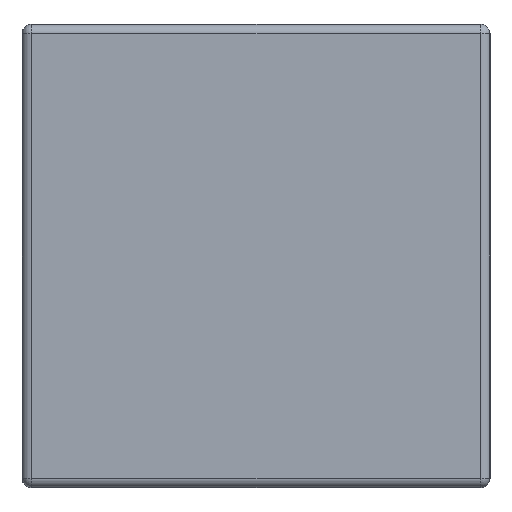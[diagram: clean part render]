
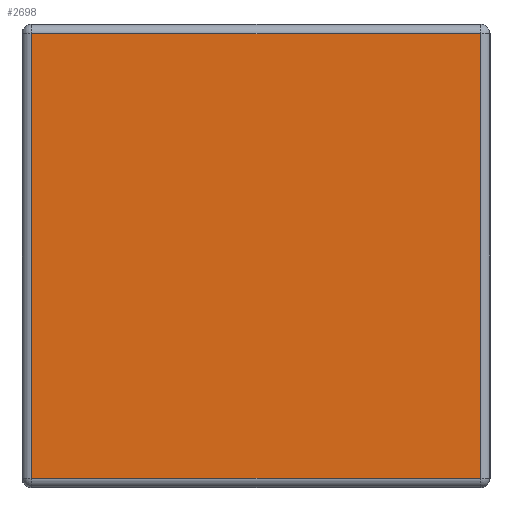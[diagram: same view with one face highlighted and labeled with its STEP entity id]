
A CAD part, left-side view. The second image highlights one B-rep face of the part: STEP entity #2698.
In plain terms, the highlighted planar face has unit normal (-1, 0, 0).
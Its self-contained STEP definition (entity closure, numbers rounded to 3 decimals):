
#42 = DIRECTION ( 'NONE',  ( 0., 1., 0. ) ) ;
#173 = EDGE_CURVE ( 'NONE', #3813, #4147, #726, .T. ) ;
#375 = CARTESIAN_POINT ( 'NONE',  ( 0., 0.021, -0.021 ) ) ;
#470 = EDGE_CURVE ( 'NONE', #4147, #3150, #1921, .T. ) ;
#621 = AXIS2_PLACEMENT_3D ( 'NONE', #1729, #3185, #3599 ) ;
#642 = DIRECTION ( 'NONE',  ( 0., -1., 0. ) ) ;
#726 = LINE ( 'NONE', #3295, #1379 ) ;
#817 = ORIENTED_EDGE ( 'NONE', *, *, #1187, .T. ) ;
#1123 = VECTOR ( 'NONE', #3267, 1000. ) ;
#1187 = EDGE_CURVE ( 'NONE', #4403, #3813, #4282, .T. ) ;
#1379 = VECTOR ( 'NONE', #42, 1000. ) ;
#1385 = ORIENTED_EDGE ( 'NONE', *, *, #173, .T. ) ;
#1434 = EDGE_LOOP ( 'NONE', ( #3530, #817, #1385, #2489 ) ) ;
#1729 = CARTESIAN_POINT ( 'NONE',  ( 0., 0., 0. ) ) ;
#1769 = CARTESIAN_POINT ( 'NONE',  ( 0., 0.021, 0. ) ) ;
#1921 = LINE ( 'NONE', #4421, #4511 ) ;
#2159 = PLANE ( 'NONE',  #621 ) ;
#2204 = DIRECTION ( 'NONE',  ( 0., 0., -1. ) ) ;
#2410 = CARTESIAN_POINT ( 'NONE',  ( 0., 0.999, -0.989 ) ) ;
#2489 = ORIENTED_EDGE ( 'NONE', *, *, #470, .T. ) ;
#2517 = CARTESIAN_POINT ( 'NONE',  ( 0., 0.021, -0.989 ) ) ;
#2698 = ADVANCED_FACE ( 'NONE', ( #3928 ), #2159, .T. ) ;
#3080 = VECTOR ( 'NONE', #642, 1000. ) ;
#3150 = VERTEX_POINT ( 'NONE', #2410 ) ;
#3185 = DIRECTION ( 'NONE',  ( -1., 0., 0. ) ) ;
#3267 = DIRECTION ( 'NONE',  ( 0., 0., 1. ) ) ;
#3295 = CARTESIAN_POINT ( 'NONE',  ( 0., 1.02, -0.021 ) ) ;
#3530 = ORIENTED_EDGE ( 'NONE', *, *, #3996, .T. ) ;
#3599 = DIRECTION ( 'NONE',  ( 0., 0., 1. ) ) ;
#3810 = CARTESIAN_POINT ( 'NONE',  ( 0., 0., -0.989 ) ) ;
#3813 = VERTEX_POINT ( 'NONE', #375 ) ;
#3928 = FACE_OUTER_BOUND ( 'NONE', #1434, .T. ) ;
#3996 = EDGE_CURVE ( 'NONE', #3150, #4403, #4550, .T. ) ;
#4147 = VERTEX_POINT ( 'NONE', #4289 ) ;
#4282 = LINE ( 'NONE', #1769, #1123 ) ;
#4289 = CARTESIAN_POINT ( 'NONE',  ( 0., 0.999, -0.021 ) ) ;
#4403 = VERTEX_POINT ( 'NONE', #2517 ) ;
#4421 = CARTESIAN_POINT ( 'NONE',  ( 0., 0.999, -1.01 ) ) ;
#4511 = VECTOR ( 'NONE', #2204, 1000. ) ;
#4550 = LINE ( 'NONE', #3810, #3080 ) ;
